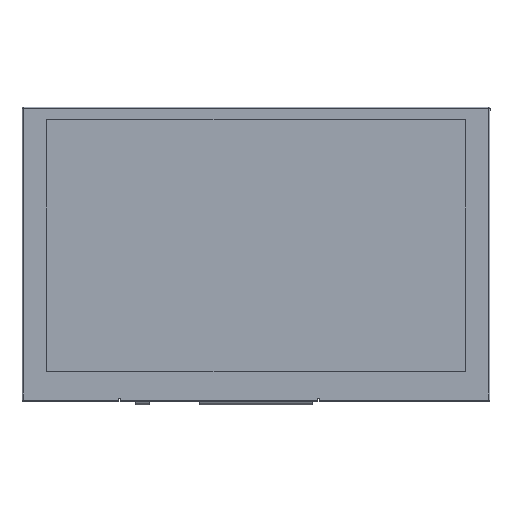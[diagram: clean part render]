
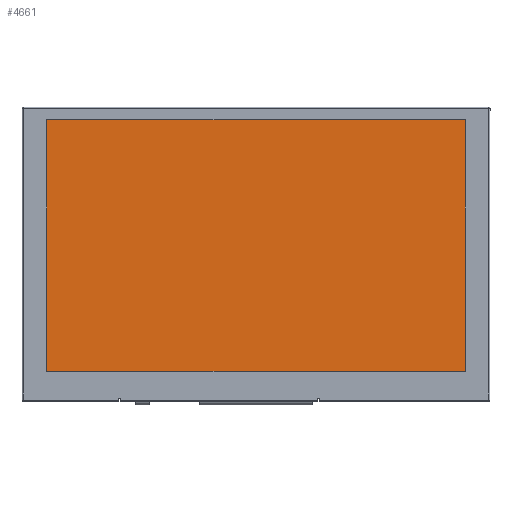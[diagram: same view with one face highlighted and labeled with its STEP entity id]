
A CAD part, top view. The second image highlights one B-rep face of the part: STEP entity #4661.
In plain terms, the highlighted planar face has unit normal (0, 0, 1).
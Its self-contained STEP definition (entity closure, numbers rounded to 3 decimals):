
#83=PLANE('',#4992);
#301=FACE_OUTER_BOUND('',#542,.T.);
#542=EDGE_LOOP('',(#3321,#3322,#3323,#3324));
#796=LINE('',#6595,#1430);
#799=LINE('',#6600,#1433);
#801=LINE('',#6604,#1435);
#802=LINE('',#6606,#1436);
#1430=VECTOR('',#5358,10.);
#1433=VECTOR('',#5363,10.);
#1435=VECTOR('',#5367,10.);
#1436=VECTOR('',#5370,10.);
#2123=VERTEX_POINT('',#6592);
#2124=VERTEX_POINT('',#6594);
#2125=VERTEX_POINT('',#6598);
#2126=VERTEX_POINT('',#6602);
#2594=EDGE_CURVE('',#2123,#2124,#796,.T.);
#2597=EDGE_CURVE('',#2125,#2123,#799,.T.);
#2599=EDGE_CURVE('',#2126,#2125,#801,.T.);
#2600=EDGE_CURVE('',#2124,#2126,#802,.T.);
#3321=ORIENTED_EDGE('',*,*,#2600,.F.);
#3322=ORIENTED_EDGE('',*,*,#2594,.F.);
#3323=ORIENTED_EDGE('',*,*,#2597,.F.);
#3324=ORIENTED_EDGE('',*,*,#2599,.F.);
#4661=ADVANCED_FACE('',(#301),#83,.F.);
#4992=AXIS2_PLACEMENT_3D('',#6607,#5371,#5372);
#5358=DIRECTION('',(0.,1.,0.));
#5363=DIRECTION('',(-1.,0.,0.));
#5367=DIRECTION('',(0.,-1.,0.));
#5370=DIRECTION('',(1.,0.,0.));
#5371=DIRECTION('center_axis',(0.,0.,-1.));
#5372=DIRECTION('ref_axis',(-1.,0.,0.));
#6592=CARTESIAN_POINT('',(6.957,8.386,2.75));
#6594=CARTESIAN_POINT('',(6.957,73.186,2.75));
#6595=CARTESIAN_POINT('',(6.957,8.386,2.75));
#6598=CARTESIAN_POINT('',(114.957,8.386,2.75));
#6600=CARTESIAN_POINT('',(114.957,8.386,2.75));
#6602=CARTESIAN_POINT('',(114.957,73.186,2.75));
#6604=CARTESIAN_POINT('',(114.957,73.186,2.75));
#6606=CARTESIAN_POINT('',(6.957,73.186,2.75));
#6607=CARTESIAN_POINT('Origin',(60.957,40.786,2.75));
